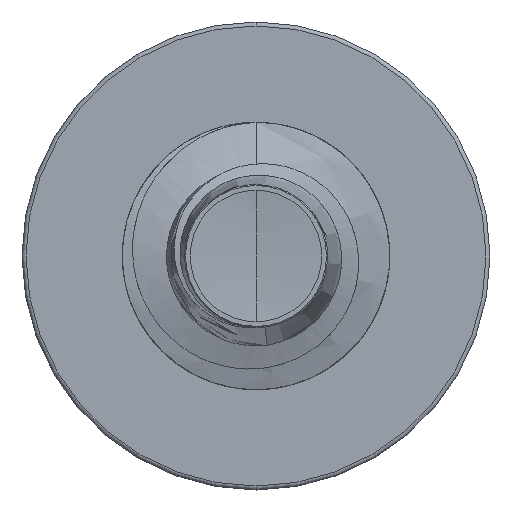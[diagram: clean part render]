
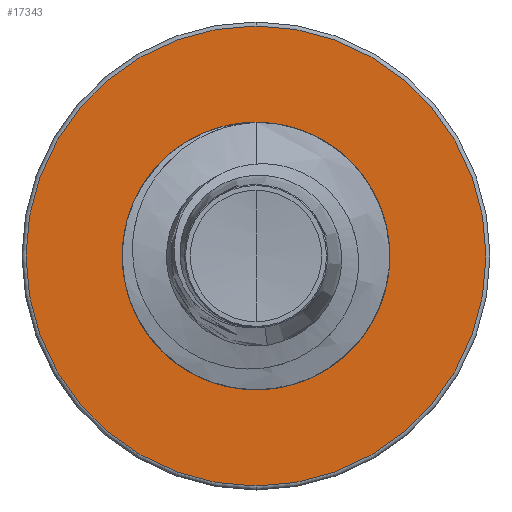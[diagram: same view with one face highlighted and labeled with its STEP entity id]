
A CAD part, front view. The second image highlights one B-rep face of the part: STEP entity #17343.
In plain terms, the highlighted planar face has unit normal (0, -1, 0).
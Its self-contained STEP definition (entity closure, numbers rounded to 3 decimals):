
#292 = DIRECTION ( 'NONE',  ( 0., 1., 0. ) ) ;
#1448 = EDGE_LOOP ( 'NONE', ( #11633, #17807 ) ) ;
#1735 = AXIS2_PLACEMENT_3D ( 'NONE', #25931, #12723, #27807 ) ;
#2896 = VERTEX_POINT ( 'NONE', #16552 ) ;
#3435 = CARTESIAN_POINT ( 'NONE',  ( 0., 30., 2.842 ) ) ;
#4472 = PLANE ( 'NONE',  #22750 ) ;
#4497 = VERTEX_POINT ( 'NONE', #17908 ) ;
#5359 = EDGE_CURVE ( 'NONE', #4497, #7334, #9077, .T. ) ;
#5942 = CIRCLE ( 'NONE', #21848, 2.842 ) ;
#6319 = FACE_BOUND ( 'NONE', #21562, .T. ) ;
#7334 = VERTEX_POINT ( 'NONE', #3435 ) ;
#8876 = EDGE_CURVE ( 'NONE', #2896, #10105, #26264, .T. ) ;
#9077 = CIRCLE ( 'NONE', #1735, 2.842 ) ;
#10105 = VERTEX_POINT ( 'NONE', #19638 ) ;
#10464 = CARTESIAN_POINT ( 'NONE',  ( 0., 30., 0. ) ) ;
#11633 = ORIENTED_EDGE ( 'NONE', *, *, #8876, .F. ) ;
#11924 = DIRECTION ( 'NONE',  ( 0., 1., 0. ) ) ;
#12386 = ORIENTED_EDGE ( 'NONE', *, *, #5359, .T. ) ;
#12723 = DIRECTION ( 'NONE',  ( 0., 1., 0. ) ) ;
#12807 = FACE_OUTER_BOUND ( 'NONE', #1448, .T. ) ;
#12913 = DIRECTION ( 'NONE',  ( 0., 0., 1. ) ) ;
#13584 = EDGE_CURVE ( 'NONE', #10105, #2896, #27396, .T. ) ;
#14949 = CARTESIAN_POINT ( 'NONE',  ( 0., 30., 0. ) ) ;
#15200 = CARTESIAN_POINT ( 'NONE',  ( 0., 30., 0. ) ) ;
#15656 = EDGE_CURVE ( 'NONE', #7334, #4497, #5942, .T. ) ;
#16552 = CARTESIAN_POINT ( 'NONE',  ( 0., 30., 5.16 ) ) ;
#17233 = DIRECTION ( 'NONE',  ( 0., 0., 1. ) ) ;
#17343 = ADVANCED_FACE ( 'NONE', ( #12807, #6319 ), #4472, .F. ) ;
#17483 = DIRECTION ( 'NONE',  ( 0., 0., 1. ) ) ;
#17807 = ORIENTED_EDGE ( 'NONE', *, *, #13584, .F. ) ;
#17908 = CARTESIAN_POINT ( 'NONE',  ( 0., 30., -2.842 ) ) ;
#19414 = AXIS2_PLACEMENT_3D ( 'NONE', #15200, #292, #17483 ) ;
#19638 = CARTESIAN_POINT ( 'NONE',  ( 0., 30., -5.16 ) ) ;
#21562 = EDGE_LOOP ( 'NONE', ( #23630, #12386 ) ) ;
#21848 = AXIS2_PLACEMENT_3D ( 'NONE', #10464, #26086, #12913 ) ;
#22381 = AXIS2_PLACEMENT_3D ( 'NONE', #14949, #29523, #17233 ) ;
#22750 = AXIS2_PLACEMENT_3D ( 'NONE', #25277, #11924, #27212 ) ;
#23630 = ORIENTED_EDGE ( 'NONE', *, *, #15656, .T. ) ;
#25277 = CARTESIAN_POINT ( 'NONE',  ( 0., 30., -2.842 ) ) ;
#25931 = CARTESIAN_POINT ( 'NONE',  ( 0., 30., 0. ) ) ;
#26086 = DIRECTION ( 'NONE',  ( 0., 1., 0. ) ) ;
#26264 = CIRCLE ( 'NONE', #19414, 5.16 ) ;
#27212 = DIRECTION ( 'NONE',  ( 0., 0., 1. ) ) ;
#27396 = CIRCLE ( 'NONE', #22381, 5.16 ) ;
#27807 = DIRECTION ( 'NONE',  ( 0., 0., 1. ) ) ;
#29523 = DIRECTION ( 'NONE',  ( 0., 1., 0. ) ) ;
